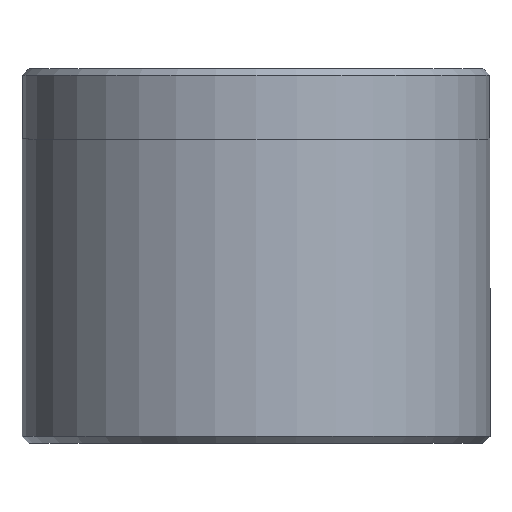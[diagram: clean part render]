
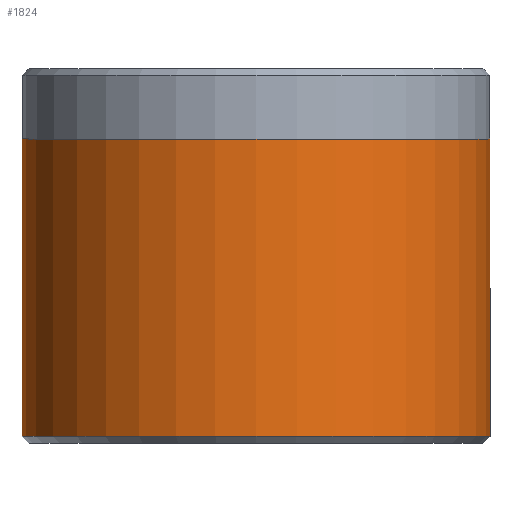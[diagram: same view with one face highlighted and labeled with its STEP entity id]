
A CAD part, front view. The second image highlights one B-rep face of the part: STEP entity #1824.
In plain terms, the highlighted cylindrical face has radius 10 mm (diameter 20 mm), a partial arc.
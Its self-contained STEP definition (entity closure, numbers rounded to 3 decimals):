
#44 = EDGE_CURVE ( 'NONE', #1004, #1636, #1793, .T. ) ;
#245 = CARTESIAN_POINT ( 'NONE',  ( 10., 0., 16. ) ) ;
#255 = CARTESIAN_POINT ( 'NONE',  ( -10., 0., 13. ) ) ;
#262 = EDGE_CURVE ( 'NONE', #637, #1636, #664, .T. ) ;
#329 = LINE ( 'NONE', #1261, #697 ) ;
#519 = EDGE_CURVE ( 'NONE', #1405, #1004, #329, .T. ) ;
#604 = DIRECTION ( 'NONE',  ( 0., 0., -1. ) ) ;
#637 = VERTEX_POINT ( 'NONE', #1390 ) ;
#661 = FACE_OUTER_BOUND ( 'NONE', #950, .T. ) ;
#664 = LINE ( 'NONE', #245, #1798 ) ;
#686 = EDGE_CURVE ( 'NONE', #1405, #637, #926, .T. ) ;
#697 = VECTOR ( 'NONE', #604, 1000. ) ;
#823 = DIRECTION ( 'NONE',  ( 0., 0., -1. ) ) ;
#877 = AXIS2_PLACEMENT_3D ( 'NONE', #1048, #1113, #1007 ) ;
#926 = CIRCLE ( 'NONE', #2103, 10. ) ;
#950 = EDGE_LOOP ( 'NONE', ( #1652, #1343, #1273, #1438 ) ) ;
#982 = CARTESIAN_POINT ( 'NONE',  ( 10., 0., 0.3 ) ) ;
#1004 = VERTEX_POINT ( 'NONE', #2084 ) ;
#1007 = DIRECTION ( 'NONE',  ( 1., 0., 0. ) ) ;
#1031 = CYLINDRICAL_SURFACE ( 'NONE', #1277, 10. ) ;
#1048 = CARTESIAN_POINT ( 'NONE',  ( 0., 0., 0.3 ) ) ;
#1113 = DIRECTION ( 'NONE',  ( 0., 0., 1. ) ) ;
#1136 = DIRECTION ( 'NONE',  ( 1., 0., 0. ) ) ;
#1146 = DIRECTION ( 'NONE',  ( 0., 0., 1. ) ) ;
#1200 = DIRECTION ( 'NONE',  ( -1., 0., 0. ) ) ;
#1204 = CARTESIAN_POINT ( 'NONE',  ( 0., 0., 13. ) ) ;
#1206 = CARTESIAN_POINT ( 'NONE',  ( 0., 0., 16. ) ) ;
#1261 = CARTESIAN_POINT ( 'NONE',  ( -10., 0., 16. ) ) ;
#1273 = ORIENTED_EDGE ( 'NONE', *, *, #519, .T. ) ;
#1277 = AXIS2_PLACEMENT_3D ( 'NONE', #1206, #1364, #1200 ) ;
#1343 = ORIENTED_EDGE ( 'NONE', *, *, #686, .F. ) ;
#1364 = DIRECTION ( 'NONE',  ( 0., 0., -1. ) ) ;
#1390 = CARTESIAN_POINT ( 'NONE',  ( 10., 0., 13. ) ) ;
#1405 = VERTEX_POINT ( 'NONE', #255 ) ;
#1438 = ORIENTED_EDGE ( 'NONE', *, *, #44, .T. ) ;
#1636 = VERTEX_POINT ( 'NONE', #982 ) ;
#1652 = ORIENTED_EDGE ( 'NONE', *, *, #262, .F. ) ;
#1793 = CIRCLE ( 'NONE', #877, 10. ) ;
#1798 = VECTOR ( 'NONE', #823, 1000. ) ;
#1824 = ADVANCED_FACE ( 'NONE', ( #661 ), #1031, .T. ) ;
#2084 = CARTESIAN_POINT ( 'NONE',  ( -10., 0., 0.3 ) ) ;
#2103 = AXIS2_PLACEMENT_3D ( 'NONE', #1204, #1146, #1136 ) ;
